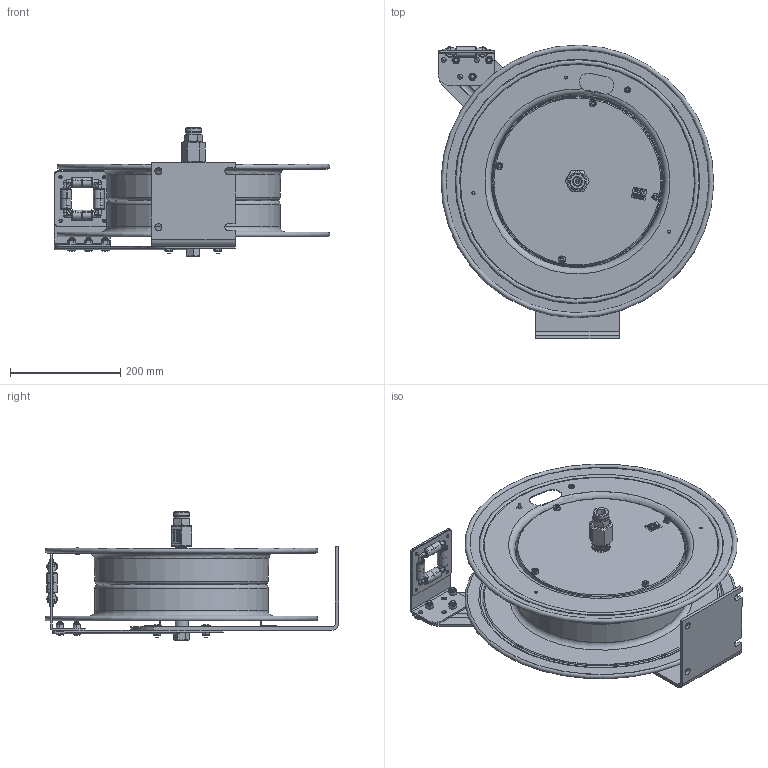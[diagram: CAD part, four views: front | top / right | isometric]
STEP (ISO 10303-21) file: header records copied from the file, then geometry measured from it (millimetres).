
FILE_DESCRIPTION(/* description */ (''),/* implementation_level */ '2;1');
FILE_NAME(/* name */ 'EZ-HP-350_SHARED.stp',/* time_stamp */ '2020-01-20T08:33:45-07:00',/* author */ ('NMelton'),/* organization */ (''),/* preprocessor_version */ 'ST-DEVELOPER v17',/* originating_system */ 'Autodesk Inventor 2019',/* authorisation */ '');
FILE_SCHEMA (('AUTOMOTIVE_DESIGN { 1 0 10303 214 3 1 1 }'));
Products named in the file (1): EZ-HP-350_SHARED
Bounding box: 500.16 x 533.35 x 233.68 mm (x, y, z)
Surface area: 1513685.3 mm2 (no closed solid volume)
Topology: 0 solids, 144 shells, 2266 faces, 9365 edges, 6930 vertices
Faces by surface type: plane 1178, cylinder 549, bspline 261, cone 164, torus 78, sphere 36
Full cylindrical faces by diameter (mm): 3.962 x1, 4.699 x4, 4.826 x1, 4.978 x1, 5.08 x1, 5.556 x1, 5.563 x1, 5.588 x5, 6.35 x8, 7.938 x3, 8.731 x7, 10.414 x1, 11.43 x3, 12.192 x7, 12.7 x2, 14.681 x1, 14.935 x1, 15.85 x3, 15.875 x2, 17.882 x1, 19.05 x5, 25.362 x1, 26.365 x1, 27.94 x2, 28.575 x1, 31.623 x1, 33.274 x1, 306.324 x1, 308.747 x1, 311.912 x1
Entity records: 101744 total; most frequent: CARTESIAN_POINT 26313, DIRECTION 14048, ORIENTED_EDGE 13828, EDGE_CURVE 9323, VERTEX_POINT 6930, LINE 5390, VECTOR 5390, AXIS2_PLACEMENT_3D 4329
